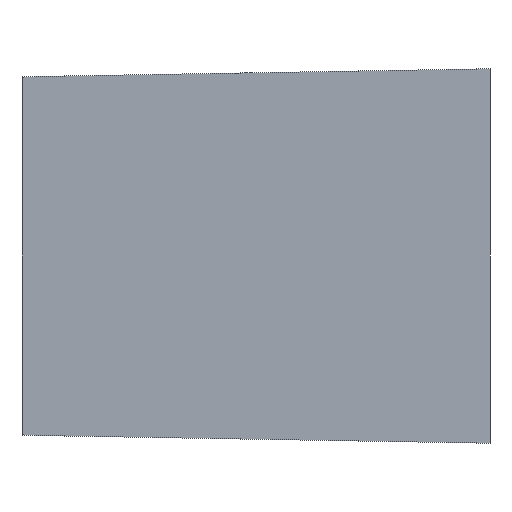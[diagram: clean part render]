
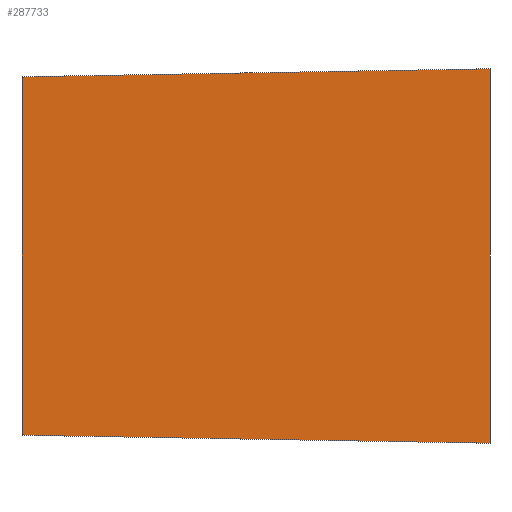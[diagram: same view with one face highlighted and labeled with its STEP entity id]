
A CAD part, top view. The second image highlights one B-rep face of the part: STEP entity #287733.
In plain terms, the highlighted planar face has unit normal (0, 0, 1).
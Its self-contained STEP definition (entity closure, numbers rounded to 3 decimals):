
#1545 = VECTOR ( 'NONE', #352902, 1000. ) ;
#5651 = EDGE_LOOP ( 'NONE', ( #169151, #45342, #485913, #437279 ) ) ;
#21034 = DIRECTION ( 'NONE',  ( 0., 1., 0. ) ) ;
#23290 = DIRECTION ( 'NONE',  ( 0., 0., 1. ) ) ;
#32859 = CARTESIAN_POINT ( 'NONE',  ( -550.716, 419.724, 1085. ) ) ;
#45342 = ORIENTED_EDGE ( 'NONE', *, *, #146289, .T. ) ;
#62229 = EDGE_CURVE ( 'NONE', #115579, #359039, #495475, .T. ) ;
#104386 = VECTOR ( 'NONE', #261189, 1000. ) ;
#115579 = VERTEX_POINT ( 'NONE', #32859 ) ;
#118635 = EDGE_CURVE ( 'NONE', #431283, #115579, #311292, .T. ) ;
#119453 = VERTEX_POINT ( 'NONE', #130127 ) ;
#130127 = CARTESIAN_POINT ( 'NONE',  ( 544.93, -438.343, 1085. ) ) ;
#135361 = PLANE ( 'NONE',  #491624 ) ;
#146289 = EDGE_CURVE ( 'NONE', #119453, #431283, #309855, .T. ) ;
#147122 = VECTOR ( 'NONE', #313872, 1000. ) ;
#169151 = ORIENTED_EDGE ( 'NONE', *, *, #304547, .T. ) ;
#227966 = CARTESIAN_POINT ( 'NONE',  ( -109.801, 427.217, 1085. ) ) ;
#233159 = LINE ( 'NONE', #240831, #1545 ) ;
#240831 = CARTESIAN_POINT ( 'NONE',  ( -63.194, -428.009, 1085. ) ) ;
#261189 = DIRECTION ( 'NONE',  ( 0., -1., 0. ) ) ;
#280871 = VECTOR ( 'NONE', #21034, 1000. ) ;
#287733 = ADVANCED_FACE ( 'NONE', ( #291559 ), #135361, .T. ) ;
#291559 = FACE_OUTER_BOUND ( 'NONE', #5651, .T. ) ;
#304547 = EDGE_CURVE ( 'NONE', #359039, #119453, #233159, .T. ) ;
#309855 = LINE ( 'NONE', #465968, #280871 ) ;
#311292 = LINE ( 'NONE', #227966, #147122 ) ;
#313872 = DIRECTION ( 'NONE',  ( -1., -0.017, 0. ) ) ;
#352902 = DIRECTION ( 'NONE',  ( 1., -0.017, 0. ) ) ;
#359039 = VERTEX_POINT ( 'NONE', #380299 ) ;
#363801 = CARTESIAN_POINT ( 'NONE',  ( 544.93, 438.343, 1085. ) ) ;
#380299 = CARTESIAN_POINT ( 'NONE',  ( -550.716, -419.724, 1085. ) ) ;
#412265 = CARTESIAN_POINT ( 'NONE',  ( -550.716, 0., 1085. ) ) ;
#431283 = VERTEX_POINT ( 'NONE', #363801 ) ;
#437279 = ORIENTED_EDGE ( 'NONE', *, *, #62229, .T. ) ;
#450321 = CARTESIAN_POINT ( 'NONE',  ( 0., 0., 1085. ) ) ;
#463069 = DIRECTION ( 'NONE',  ( 1., 0., 0. ) ) ;
#465968 = CARTESIAN_POINT ( 'NONE',  ( 544.93, 0., 1085. ) ) ;
#485913 = ORIENTED_EDGE ( 'NONE', *, *, #118635, .T. ) ;
#491624 = AXIS2_PLACEMENT_3D ( 'NONE', #450321, #23290, #463069 ) ;
#495475 = LINE ( 'NONE', #412265, #104386 ) ;
